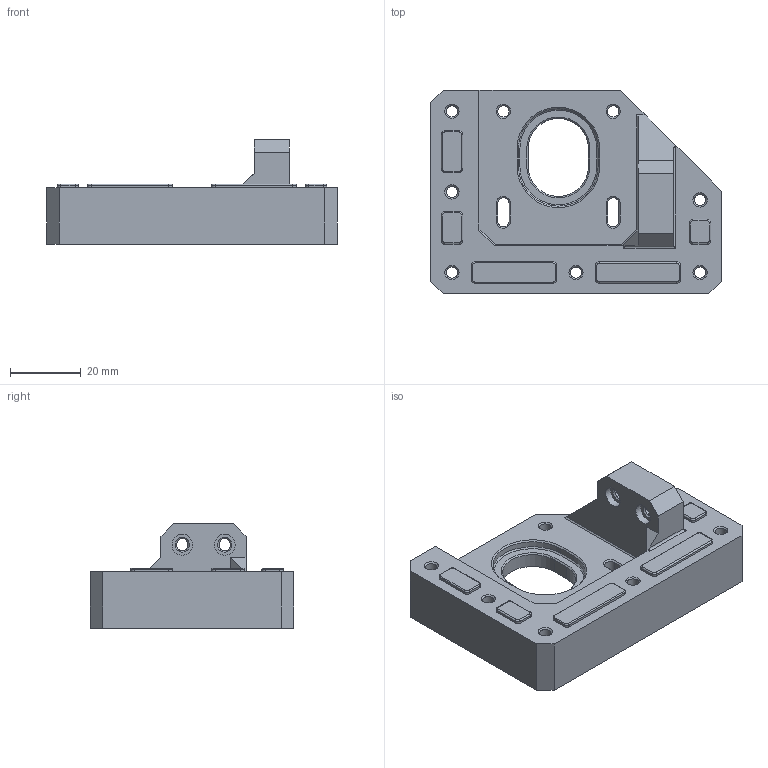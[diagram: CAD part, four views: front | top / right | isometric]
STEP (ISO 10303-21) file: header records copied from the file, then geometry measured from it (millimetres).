
FILE_DESCRIPTION(/* description */ (''),/* implementation_level */ '2;1');
FILE_NAME(/* name */ 'Y Motor Mount v28.step',/* time_stamp */ '2025-04-06T22:11:20+10:00',/* author */ (''),/* organization */ (''),/* preprocessor_version */ 'ST-DEVELOPER v20.1',/* originating_system */ 'Autodesk Translation Framework v14.4.0.0',/* authorisation */ '');
FILE_SCHEMA (('AUTOMOTIVE_DESIGN { 1 0 10303 214 3 1 1 }'));
Length unit declared in the file: millimetre
Products named in the file (1): Y Motor Mount
Bounding box: 82 x 57.5 x 29.5 mm (x, y, z)
Volume: 50413.8 mm3; surface area: 15344 mm2
Topology: 1 solids, 1 shells, 219 faces, 522 edges, 313 vertices
Faces by surface type: plane 103, cylinder 62, cone 34, torus 20
Full cylindrical faces by diameter (mm): 3.2 x8
Entity records: 6318 total; most frequent: DIRECTION 1139, CARTESIAN_POINT 1055, ORIENTED_EDGE 1044, EDGE_CURVE 522, AXIS2_PLACEMENT_3D 397, LINE 345, VECTOR 345, VERTEX_POINT 313
